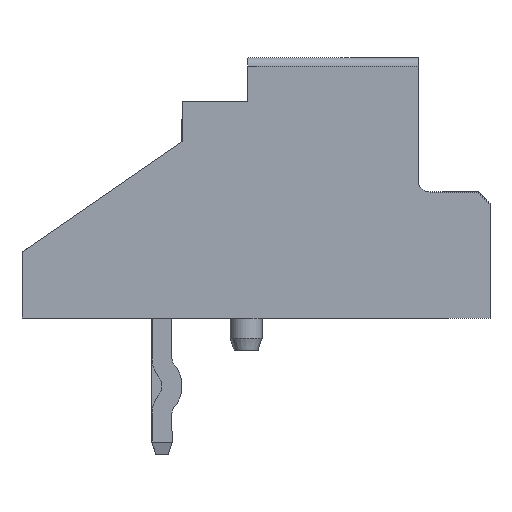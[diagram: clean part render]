
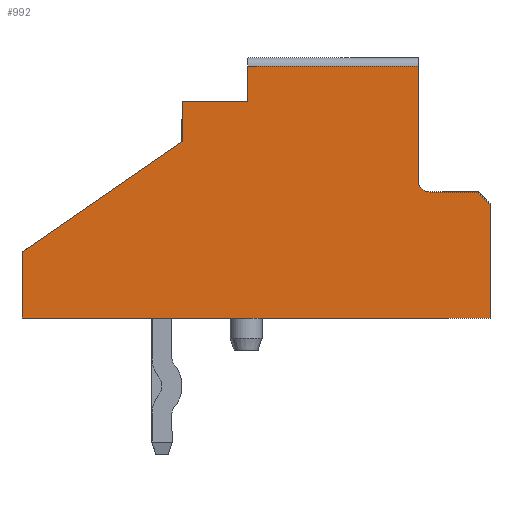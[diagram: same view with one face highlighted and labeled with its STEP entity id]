
A CAD part, left-side view. The second image highlights one B-rep face of the part: STEP entity #992.
In plain terms, the highlighted planar face has unit normal (-1, 0, 0).
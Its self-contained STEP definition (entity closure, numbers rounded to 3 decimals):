
#772=CARTESIAN_POINT('',(-6.,-5.9,2.25));
#773=VERTEX_POINT('',#772);
#780=CARTESIAN_POINT('',(-6.,-6.2,1.95));
#781=VERTEX_POINT('',#780);
#782=CARTESIAN_POINT('',(-6.,-6.2,2.25));
#783=DIRECTION('',(0.,1.,0.));
#784=DIRECTION('',(-1.,0.,0.));
#785=AXIS2_PLACEMENT_3D('',#782,#784,#783);
#786=CIRCLE('',#785,0.3);
#787=EDGE_CURVE('',#773,#781,#786,.T.);
#804=CARTESIAN_POINT('',(-6.,-7.4,1.95));
#805=VERTEX_POINT('',#804);
#806=CARTESIAN_POINT('',(-6.,-7.7,1.65));
#807=VERTEX_POINT('',#806);
#808=CARTESIAN_POINT('',(-6.,-7.4,1.95));
#809=DIRECTION('',(0.,-0.707,-0.707));
#810=VECTOR('',#809,0.424);
#811=LINE('',#808,#810);
#812=EDGE_CURVE('',#805,#807,#811,.T.);
#836=CARTESIAN_POINT('',(-6.,-6.2,1.95));
#837=DIRECTION('',(0.,-1.,0.));
#838=VECTOR('',#837,1.2);
#839=LINE('',#836,#838);
#840=EDGE_CURVE('',#781,#805,#839,.T.);
#912=CARTESIAN_POINT('',(-6.,-1.85,1.95));
#913=DIRECTION('',(0.,0.,-1.));
#914=DIRECTION('',(-1.,0.,0.));
#915=AXIS2_PLACEMENT_3D('',#912,#914,#913);
#916=PLANE('',#915);
#917=ORIENTED_EDGE('',*,*,#812,.F.);
#918=ORIENTED_EDGE('',*,*,#840,.F.);
#919=ORIENTED_EDGE('',*,*,#787,.F.);
#920=CARTESIAN_POINT('',(-6.,-5.9,5.1));
#921=VERTEX_POINT('',#920);
#922=CARTESIAN_POINT('',(-6.,-5.9,2.25));
#923=DIRECTION('',(0.,0.,1.));
#924=VECTOR('',#923,2.85);
#925=LINE('',#922,#924);
#926=EDGE_CURVE('',#773,#921,#925,.T.);
#927=ORIENTED_EDGE('',*,*,#926,.T.);
#928=CARTESIAN_POINT('',(-6.,-1.65,5.1));
#929=VERTEX_POINT('',#928);
#930=CARTESIAN_POINT('',(-6.,-5.9,5.1));
#931=DIRECTION('',(0.,1.,0.));
#932=VECTOR('',#931,4.25);
#933=LINE('',#930,#932);
#934=EDGE_CURVE('',#921,#929,#933,.T.);
#935=ORIENTED_EDGE('',*,*,#934,.T.);
#936=CARTESIAN_POINT('',(-6.,-1.65,4.22));
#937=VERTEX_POINT('',#936);
#938=CARTESIAN_POINT('',(-6.,-1.65,5.1));
#939=DIRECTION('',(0.,0.,-1.));
#940=VECTOR('',#939,0.88);
#941=LINE('',#938,#940);
#942=EDGE_CURVE('',#929,#937,#941,.T.);
#943=ORIENTED_EDGE('',*,*,#942,.T.);
#944=CARTESIAN_POINT('',(-6.,0.,4.22));
#945=VERTEX_POINT('',#944);
#946=CARTESIAN_POINT('',(-6.,-1.65,4.22));
#947=DIRECTION('',(0.,1.,0.));
#948=VECTOR('',#947,1.65);
#949=LINE('',#946,#948);
#950=EDGE_CURVE('',#937,#945,#949,.T.);
#951=ORIENTED_EDGE('',*,*,#950,.T.);
#952=CARTESIAN_POINT('',(-6.,0.,3.22));
#953=VERTEX_POINT('',#952);
#954=CARTESIAN_POINT('',(-6.,0.,4.22));
#955=DIRECTION('',(0.,0.,-1.));
#956=VECTOR('',#955,1.);
#957=LINE('',#954,#956);
#958=EDGE_CURVE('',#945,#953,#957,.T.);
#959=ORIENTED_EDGE('',*,*,#958,.T.);
#960=CARTESIAN_POINT('',(-6.,4.,0.45));
#961=VERTEX_POINT('',#960);
#962=CARTESIAN_POINT('',(-6.,0.,3.22));
#963=DIRECTION('',(0.,0.822,-0.569));
#964=VECTOR('',#963,4.865);
#965=LINE('',#962,#964);
#966=EDGE_CURVE('',#953,#961,#965,.T.);
#967=ORIENTED_EDGE('',*,*,#966,.T.);
#968=CARTESIAN_POINT('',(-6.,4.,-1.2));
#969=VERTEX_POINT('',#968);
#970=CARTESIAN_POINT('',(-6.,4.,0.45));
#971=DIRECTION('',(0.,0.,-1.));
#972=VECTOR('',#971,1.65);
#973=LINE('',#970,#972);
#974=EDGE_CURVE('',#961,#969,#973,.T.);
#975=ORIENTED_EDGE('',*,*,#974,.T.);
#976=CARTESIAN_POINT('',(-6.,-7.7,-1.2));
#977=VERTEX_POINT('',#976);
#978=CARTESIAN_POINT('',(-6.,4.,-1.2));
#979=DIRECTION('',(0.,-1.,0.));
#980=VECTOR('',#979,11.7);
#981=LINE('',#978,#980);
#982=EDGE_CURVE('',#969,#977,#981,.T.);
#983=ORIENTED_EDGE('',*,*,#982,.T.);
#984=CARTESIAN_POINT('',(-6.,-7.7,-1.2));
#985=DIRECTION('',(0.,0.,1.));
#986=VECTOR('',#985,2.85);
#987=LINE('',#984,#986);
#988=EDGE_CURVE('',#977,#807,#987,.T.);
#989=ORIENTED_EDGE('',*,*,#988,.T.);
#990=EDGE_LOOP('',(#917,#918,#919,#927,#935,#943,#951,#959,#967,#975,#983,#989));
#991=FACE_OUTER_BOUND('',#990,.T.);
#992=ADVANCED_FACE('',(#991),#916,.T.);
